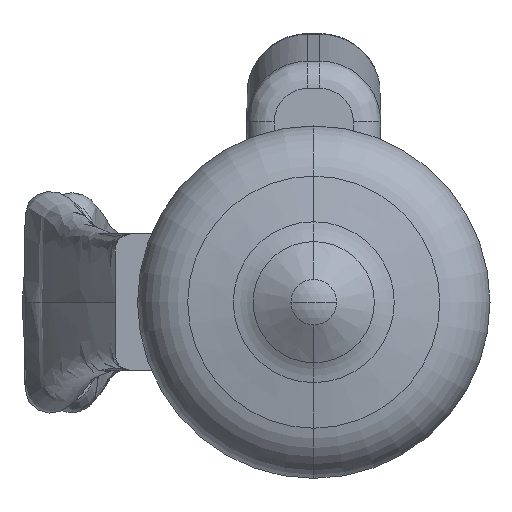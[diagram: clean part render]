
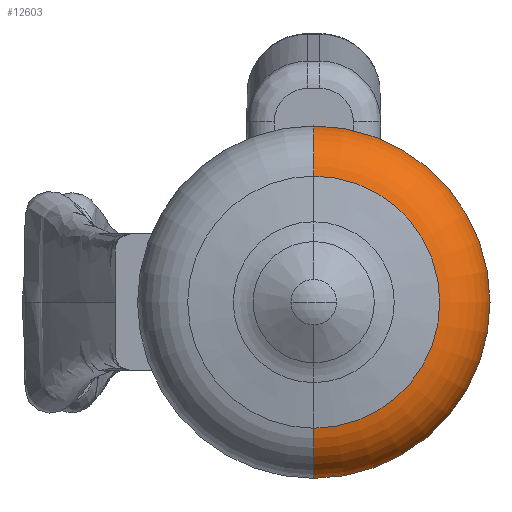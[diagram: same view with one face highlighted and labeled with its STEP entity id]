
A CAD part, front view. The second image highlights one B-rep face of the part: STEP entity #12603.
In plain terms, the highlighted toroidal (fillet/blend) face has major radius 3.8 mm and minor radius 2 mm.
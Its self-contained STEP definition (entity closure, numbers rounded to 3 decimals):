
#389 = TOROIDAL_SURFACE ( 'NONE', #14203, 3.8, 2. ) ;
#978 = VERTEX_POINT ( 'NONE', #1408 ) ;
#1408 = CARTESIAN_POINT ( 'NONE',  ( 0., -110.463, 4.147 ) ) ;
#1748 = AXIS2_PLACEMENT_3D ( 'NONE', #12243, #22353, #20136 ) ;
#1812 = CARTESIAN_POINT ( 'NONE',  ( 0., -110.463, -4.147 ) ) ;
#2508 = CIRCLE ( 'NONE', #11711, 5.8 ) ;
#2544 = VERTEX_POINT ( 'NONE', #7967 ) ;
#2894 = VERTEX_POINT ( 'NONE', #1812 ) ;
#3965 = DIRECTION ( 'NONE',  ( 0., -1., 0. ) ) ;
#4270 = EDGE_CURVE ( 'NONE', #2544, #978, #7609, .T. ) ;
#4931 = CIRCLE ( 'NONE', #14982, 2. ) ;
#4941 = DIRECTION ( 'NONE',  ( 0., 0., 1. ) ) ;
#5433 = CARTESIAN_POINT ( 'NONE',  ( 0., -108.493, -5.8 ) ) ;
#6531 = EDGE_CURVE ( 'NONE', #21541, #2894, #4931, .T. ) ;
#7198 = ORIENTED_EDGE ( 'NONE', *, *, #16949, .F. ) ;
#7487 = CARTESIAN_POINT ( 'NONE',  ( 0., -108.493, 0. ) ) ;
#7519 = AXIS2_PLACEMENT_3D ( 'NONE', #7763, #3965, #17496 ) ;
#7609 = CIRCLE ( 'NONE', #1748, 2. ) ;
#7763 = CARTESIAN_POINT ( 'NONE',  ( 0., -110.463, 0. ) ) ;
#7967 = CARTESIAN_POINT ( 'NONE',  ( 0., -108.493, 5.8 ) ) ;
#9878 = EDGE_LOOP ( 'NONE', ( #7198, #24054, #23954, #19735 ) ) ;
#11711 = AXIS2_PLACEMENT_3D ( 'NONE', #7487, #13645, #23492 ) ;
#12243 = CARTESIAN_POINT ( 'NONE',  ( 0., -108.493, 3.8 ) ) ;
#12603 = ADVANCED_FACE ( 'Defeature ausgef�hrt1_7', ( #22428 ), #389, .T. ) ;
#13645 = DIRECTION ( 'NONE',  ( 0., 1., 0. ) ) ;
#14203 = AXIS2_PLACEMENT_3D ( 'NONE', #20861, #20725, #22552 ) ;
#14982 = AXIS2_PLACEMENT_3D ( 'NONE', #22773, #23040, #4941 ) ;
#16949 = EDGE_CURVE ( 'NONE', #2544, #21541, #2508, .T. ) ;
#17496 = DIRECTION ( 'NONE',  ( 0., 0., -1. ) ) ;
#18836 = CIRCLE ( 'NONE', #7519, 4.147 ) ;
#19735 = ORIENTED_EDGE ( 'NONE', *, *, #6531, .F. ) ;
#20136 = DIRECTION ( 'NONE',  ( 0., 0., -1. ) ) ;
#20725 = DIRECTION ( 'NONE',  ( 0., -1., 0. ) ) ;
#20861 = CARTESIAN_POINT ( 'NONE',  ( 0., -108.493, 0. ) ) ;
#21541 = VERTEX_POINT ( 'NONE', #5433 ) ;
#22342 = EDGE_CURVE ( 'NONE', #2894, #978, #18836, .T. ) ;
#22353 = DIRECTION ( 'NONE',  ( 1., 0., 0. ) ) ;
#22428 = FACE_OUTER_BOUND ( 'NONE', #9878, .T. ) ;
#22552 = DIRECTION ( 'NONE',  ( 0., 0., -1. ) ) ;
#22773 = CARTESIAN_POINT ( 'NONE',  ( 0., -108.493, -3.8 ) ) ;
#23040 = DIRECTION ( 'NONE',  ( -1., 0., 0. ) ) ;
#23492 = DIRECTION ( 'NONE',  ( 0., 0., -1. ) ) ;
#23954 = ORIENTED_EDGE ( 'NONE', *, *, #22342, .F. ) ;
#24054 = ORIENTED_EDGE ( 'NONE', *, *, #4270, .T. ) ;
